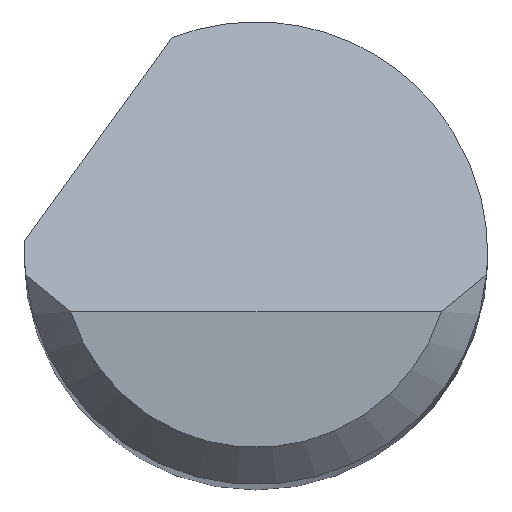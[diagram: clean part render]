
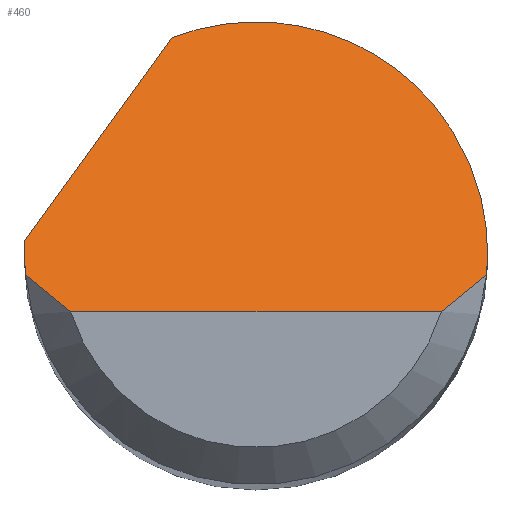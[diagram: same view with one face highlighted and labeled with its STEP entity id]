
A CAD part, top view. The second image highlights one B-rep face of the part: STEP entity #460.
In plain terms, the highlighted planar face has unit normal (0, 0.707, 0.707).
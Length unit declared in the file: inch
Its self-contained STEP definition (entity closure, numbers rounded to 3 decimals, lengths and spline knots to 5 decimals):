
#11 = CARTESIAN_POINT ( 'NONE',  ( 0.08761, -0.01397, 1.49022 ) ) ;
#21 = CARTESIAN_POINT ( 'NONE',  ( 0.07508, -0.02375, 1.5 ) ) ;
#22 = LINE ( 'NONE', #722, #553 ) ;
#32 = CARTESIAN_POINT ( 'NONE',  ( -0.08157, -0.019, 1.49525 ) ) ;
#43 = ORIENTED_EDGE ( 'NONE', *, *, #312, .T. ) ;
#59 = VERTEX_POINT ( 'NONE', #795 ) ;
#71 = VERTEX_POINT ( 'NONE', #728 ) ;
#93 =( BOUNDED_CURVE ( )  B_SPLINE_CURVE ( 3, ( #134, #193, #555, #438 ),
 .UNSPECIFIED., .F., .T. ) 
 B_SPLINE_CURVE_WITH_KNOTS ( ( 4, 4 ),
 ( 1.5708, 1.66427 ),
 .UNSPECIFIED. ) 
 CURVE ( )  GEOMETRIC_REPRESENTATION_ITEM ( )  RATIONAL_B_SPLINE_CURVE ( ( 1., 0.999, 0.999, 1. ) ) 
 REPRESENTATION_ITEM ( '' )  );
#100 = CARTESIAN_POINT ( 'NONE',  ( 0.09375, 0., 1.47625 ) ) ;
#110 = CARTESIAN_POINT ( 'NONE',  ( 0.09375, 0.07266, 1.40359 ) ) ;
#131 = CARTESIAN_POINT ( 'NONE',  ( -0.09362, 0.005, 1.47125 ) ) ;
#134 = CARTESIAN_POINT ( 'NONE',  ( 0.09375, 0., 1.47625 ) ) ;
#152 = B_SPLINE_CURVE_WITH_KNOTS ( 'NONE', 3,
 ( #523, #520, #32, #775 ),
 .UNSPECIFIED., .F., .F.,
 ( 4, 4 ),
 ( 0., 0.00071 ),
 .UNSPECIFIED. ) ;
#185 = CARTESIAN_POINT ( 'NONE',  ( -0.03394, 0.08739, 1.38886 ) ) ;
#193 = CARTESIAN_POINT ( 'NONE',  ( 0.09375, -0.00292, 1.47917 ) ) ;
#199 =( BOUNDED_CURVE ( )  B_SPLINE_CURVE ( 3, ( #185, #748, #110, #238 ),
 .UNSPECIFIED., .F., .T. ) 
 B_SPLINE_CURVE_WITH_KNOTS ( ( 4, 4 ),
 ( 5.91277, 7.85398 ),
 .UNSPECIFIED. ) 
 CURVE ( )  GEOMETRIC_REPRESENTATION_ITEM ( )  RATIONAL_B_SPLINE_CURVE ( ( 1., 0.71, 0.71, 1. ) ) 
 REPRESENTATION_ITEM ( '' )  );
#213 = VERTEX_POINT ( 'NONE', #21 ) ;
#218 = CARTESIAN_POINT ( 'NONE',  ( -0.09375, -0.00292, 1.47917 ) ) ;
#219 = VERTEX_POINT ( 'NONE', #629 ) ;
#224 = CARTESIAN_POINT ( 'NONE',  ( -0.09361, -0.00584, 1.48209 ) ) ;
#234 = DIRECTION ( 'NONE',  ( 0., -0.707, -0.707 ) ) ;
#238 = CARTESIAN_POINT ( 'NONE',  ( 0.09375, 0., 1.47625 ) ) ;
#243 = FACE_OUTER_BOUND ( 'NONE', #575, .T. ) ;
#249 = CARTESIAN_POINT ( 'NONE',  ( -0.09375, 0., 1.47625 ) ) ;
#310 = EDGE_CURVE ( 'NONE', #59, #668, #696, .T. ) ;
#312 = EDGE_CURVE ( 'NONE', #59, #71, #152, .T. ) ;
#326 = CARTESIAN_POINT ( 'NONE',  ( 0.07508, -0.02375, 1.5 ) ) ;
#407 = DIRECTION ( 'NONE',  ( 1., 0., 0. ) ) ;
#421 = EDGE_CURVE ( 'NONE', #536, #219, #485, .T. ) ;
#424 = DIRECTION ( 'NONE',  ( 0.456, 0.629, -0.629 ) ) ;
#430 = ORIENTED_EDGE ( 'NONE', *, *, #683, .T. ) ;
#433 = CARTESIAN_POINT ( 'NONE',  ( -0.09371, 0.00333, 1.47292 ) ) ;
#438 = CARTESIAN_POINT ( 'NONE',  ( 0.09334, -0.00875, 1.485 ) ) ;
#449 = VECTOR ( 'NONE', #424, 39.37008 ) ;
#451 = VERTEX_POINT ( 'NONE', #609 ) ;
#452 = EDGE_CURVE ( 'NONE', #219, #714, #199, .T. ) ;
#460 = ADVANCED_FACE ( 'NONE', ( #243 ), #676, .F. ) ;
#485 = LINE ( 'NONE', #794, #449 ) ;
#486 = ORIENTED_EDGE ( 'NONE', *, *, #608, .T. ) ;
#490 = DIRECTION ( 'NONE',  ( 0., 0.707, -0.707 ) ) ;
#514 = CARTESIAN_POINT ( 'NONE',  ( 0.08157, -0.019, 1.49525 ) ) ;
#520 = CARTESIAN_POINT ( 'NONE',  ( -0.08761, -0.01397, 1.49022 ) ) ;
#523 = CARTESIAN_POINT ( 'NONE',  ( -0.09334, -0.00875, 1.485 ) ) ;
#531 = ORIENTED_EDGE ( 'NONE', *, *, #784, .F. ) ;
#533 = CARTESIAN_POINT ( 'NONE',  ( -0.09334, -0.00875, 1.485 ) ) ;
#536 = VERTEX_POINT ( 'NONE', #692 ) ;
#549 = B_SPLINE_CURVE_WITH_KNOTS ( 'NONE', 3,
 ( #326, #514, #11, #760 ),
 .UNSPECIFIED., .F., .F.,
 ( 4, 4 ),
 ( 0., 0.00071 ),
 .UNSPECIFIED. ) ;
#553 = VECTOR ( 'NONE', #407, 39.37008 ) ;
#555 = CARTESIAN_POINT ( 'NONE',  ( 0.09361, -0.00584, 1.48209 ) ) ;
#575 = EDGE_LOOP ( 'NONE', ( #430, #486, #803, #716, #708, #531, #701, #43 ) ) ;
#582 = CARTESIAN_POINT ( 'NONE',  ( -0.09375, 0., 1.47625 ) ) ;
#588 = EDGE_CURVE ( 'NONE', #714, #451, #93, .T. ) ;
#608 = EDGE_CURVE ( 'NONE', #213, #451, #549, .T. ) ;
#609 = CARTESIAN_POINT ( 'NONE',  ( 0.09334, -0.00875, 1.485 ) ) ;
#614 =( BOUNDED_CURVE ( )  B_SPLINE_CURVE ( 3, ( #249, #682, #433, #131 ),
 .UNSPECIFIED., .F., .T. ) 
 B_SPLINE_CURVE_WITH_KNOTS ( ( 4, 4 ),
 ( 4.71239, 4.76575 ),
 .UNSPECIFIED. ) 
 CURVE ( )  GEOMETRIC_REPRESENTATION_ITEM ( )  RATIONAL_B_SPLINE_CURVE ( ( 1., 1., 1., 1. ) ) 
 REPRESENTATION_ITEM ( '' )  );
#629 = CARTESIAN_POINT ( 'NONE',  ( -0.03394, 0.08739, 1.38886 ) ) ;
#668 = VERTEX_POINT ( 'NONE', #582 ) ;
#676 = PLANE ( 'NONE',  #685 ) ;
#679 = CARTESIAN_POINT ( 'NONE',  ( -0.09375, -0.02375, 1.5 ) ) ;
#682 = CARTESIAN_POINT ( 'NONE',  ( -0.09375, 0.00167, 1.47458 ) ) ;
#683 = EDGE_CURVE ( 'NONE', #71, #213, #22, .T. ) ;
#685 = AXIS2_PLACEMENT_3D ( 'NONE', #679, #234, #490 ) ;
#692 = CARTESIAN_POINT ( 'NONE',  ( -0.09362, 0.005, 1.47125 ) ) ;
#696 =( BOUNDED_CURVE ( )  B_SPLINE_CURVE ( 3, ( #533, #224, #218, #783 ),
 .UNSPECIFIED., .F., .T. ) 
 B_SPLINE_CURVE_WITH_KNOTS ( ( 4, 4 ),
 ( 4.61892, 4.71239 ),
 .UNSPECIFIED. ) 
 CURVE ( )  GEOMETRIC_REPRESENTATION_ITEM ( )  RATIONAL_B_SPLINE_CURVE ( ( 1., 0.999, 0.999, 1. ) ) 
 REPRESENTATION_ITEM ( '' )  );
#701 = ORIENTED_EDGE ( 'NONE', *, *, #310, .F. ) ;
#708 = ORIENTED_EDGE ( 'NONE', *, *, #421, .F. ) ;
#714 = VERTEX_POINT ( 'NONE', #100 ) ;
#716 = ORIENTED_EDGE ( 'NONE', *, *, #452, .F. ) ;
#722 = CARTESIAN_POINT ( 'NONE',  ( 0., -0.02375, 1.5 ) ) ;
#728 = CARTESIAN_POINT ( 'NONE',  ( -0.07508, -0.02375, 1.5 ) ) ;
#748 = CARTESIAN_POINT ( 'NONE',  ( 0.03379, 0.11369, 1.36256 ) ) ;
#760 = CARTESIAN_POINT ( 'NONE',  ( 0.09334, -0.00875, 1.485 ) ) ;
#775 = CARTESIAN_POINT ( 'NONE',  ( -0.07508, -0.02375, 1.5 ) ) ;
#783 = CARTESIAN_POINT ( 'NONE',  ( -0.09375, 0., 1.47625 ) ) ;
#784 = EDGE_CURVE ( 'NONE', #668, #536, #614, .T. ) ;
#794 = CARTESIAN_POINT ( 'NONE',  ( -0.11014, -0.01781, 1.49406 ) ) ;
#795 = CARTESIAN_POINT ( 'NONE',  ( -0.09334, -0.00875, 1.485 ) ) ;
#803 = ORIENTED_EDGE ( 'NONE', *, *, #588, .F. ) ;
